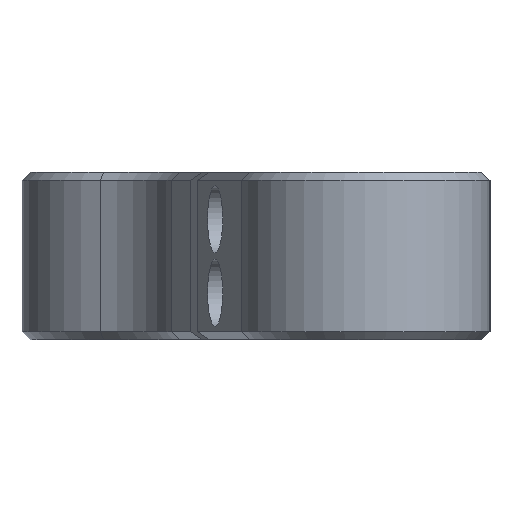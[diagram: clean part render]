
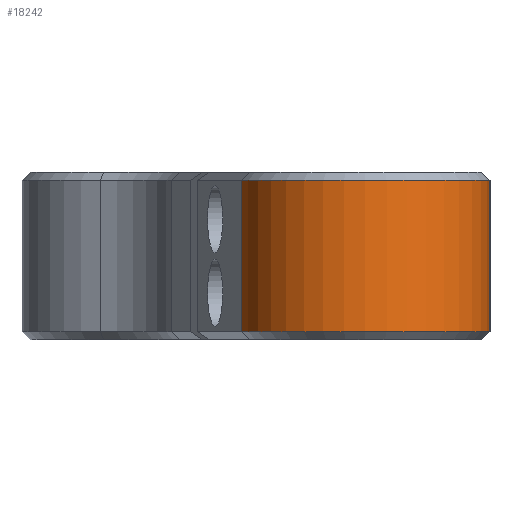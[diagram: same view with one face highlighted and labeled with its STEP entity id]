
A CAD part, left-side view. The second image highlights one B-rep face of the part: STEP entity #18242.
In plain terms, the highlighted cylindrical face has radius 30 mm (diameter 60 mm), a partial arc.
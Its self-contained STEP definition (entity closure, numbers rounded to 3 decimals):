
#930=CIRCLE('',#18966,30.);
#934=CIRCLE('',#18982,30.);
#1934=FACE_OUTER_BOUND('',#2967,.T.);
#2967=EDGE_LOOP('',(#16910,#16911,#16912,#16913));
#5551=LINE('',#61456,#6683);
#5552=LINE('',#61458,#6684);
#6683=VECTOR('',#21630,10.);
#6684=VECTOR('',#21633,10.);
#8507=VERTEX_POINT('',#61373);
#8508=VERTEX_POINT('',#61377);
#8512=VERTEX_POINT('',#61406);
#8513=VERTEX_POINT('',#61410);
#11282=EDGE_CURVE('',#8507,#8508,#930,.T.);
#11299=EDGE_CURVE('',#8512,#8513,#934,.T.);
#11320=EDGE_CURVE('',#8507,#8513,#5551,.T.);
#11321=EDGE_CURVE('',#8508,#8512,#5552,.T.);
#16910=ORIENTED_EDGE('',*,*,#11282,.F.);
#16911=ORIENTED_EDGE('',*,*,#11320,.T.);
#16912=ORIENTED_EDGE('',*,*,#11299,.F.);
#16913=ORIENTED_EDGE('',*,*,#11321,.F.);
#17248=CYLINDRICAL_SURFACE('',#19004,30.);
#18242=ADVANCED_FACE('',(#1934),#17248,.T.);
#18966=AXIS2_PLACEMENT_3D('',#61378,#21527,#21528);
#18982=AXIS2_PLACEMENT_3D('',#61412,#21572,#21573);
#19004=AXIS2_PLACEMENT_3D('',#61457,#21631,#21632);
#21527=DIRECTION('center_axis',(0.,0.,-1.));
#21528=DIRECTION('ref_axis',(0.224,-0.975,0.));
#21572=DIRECTION('center_axis',(0.,0.,1.));
#21573=DIRECTION('ref_axis',(0.224,-0.975,0.));
#21630=DIRECTION('',(0.,0.,1.));
#21631=DIRECTION('center_axis',(0.,0.,1.));
#21632=DIRECTION('ref_axis',(-0.94,-0.341,0.));
#21633=DIRECTION('',(0.,0.,1.));
#61373=CARTESIAN_POINT('',(-101.419,-26.75,2.));
#61377=CARTESIAN_POINT('',(-121.728,29.236,2.));
#61378=CARTESIAN_POINT('Origin',(-115.,0.,2.));
#61406=CARTESIAN_POINT('',(-121.728,29.236,38.));
#61410=CARTESIAN_POINT('',(-101.419,-26.75,38.));
#61412=CARTESIAN_POINT('Origin',(-115.,0.,38.));
#61456=CARTESIAN_POINT('',(-101.419,-26.75,0.));
#61457=CARTESIAN_POINT('Origin',(-115.,0.,0.));
#61458=CARTESIAN_POINT('',(-121.728,29.236,0.));
